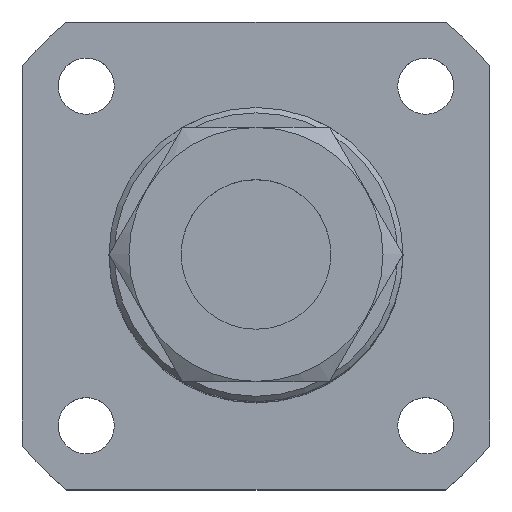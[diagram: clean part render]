
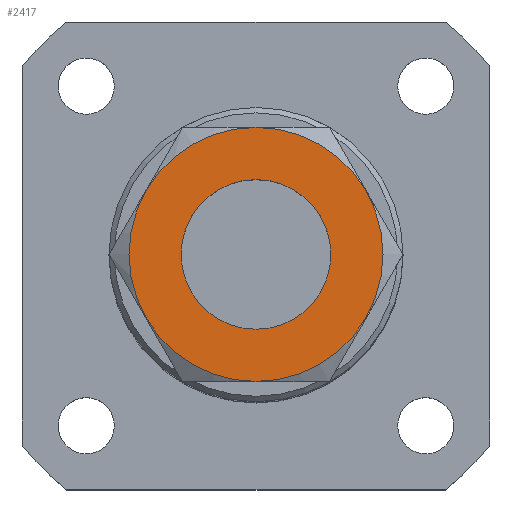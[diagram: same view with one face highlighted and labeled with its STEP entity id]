
A CAD part, top view. The second image highlights one B-rep face of the part: STEP entity #2417.
In plain terms, the highlighted planar face has unit normal (0, 0, 1).
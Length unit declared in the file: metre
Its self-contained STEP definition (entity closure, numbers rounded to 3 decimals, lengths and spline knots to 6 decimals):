
#105 = DIRECTION ( 'NONE',  ( 0., 0., -1. ) ) ;
#270 = CARTESIAN_POINT ( 'NONE',  ( 0., -0.00475, 0.03285 ) ) ;
#291 = PLANE ( 'NONE',  #1545 ) ;
#463 = VERTEX_POINT ( 'NONE', #270 ) ;
#581 = EDGE_CURVE ( 'NONE', #463, #1761, #836, .T. ) ;
#674 = AXIS2_PLACEMENT_3D ( 'NONE', #2297, #808, #2555 ) ;
#683 = EDGE_CURVE ( 'NONE', #1854, #928, #2585, .T. ) ;
#808 = DIRECTION ( 'NONE',  ( 0., 0., -1. ) ) ;
#836 = CIRCLE ( 'NONE', #674, 0.00475 ) ;
#837 = AXIS2_PLACEMENT_3D ( 'NONE', #2991, #1475, #3238 ) ;
#869 = EDGE_LOOP ( 'NONE', ( #3016, #1688 ) ) ;
#882 = ORIENTED_EDGE ( 'NONE', *, *, #1866, .T. ) ;
#886 = CARTESIAN_POINT ( 'NONE',  ( 0., 0., 0.03285 ) ) ;
#902 = FACE_BOUND ( 'NONE', #2764, .T. ) ;
#928 = VERTEX_POINT ( 'NONE', #1767 ) ;
#1127 = DIRECTION ( 'NONE',  ( 0., -1., 0. ) ) ;
#1279 = DIRECTION ( 'NONE',  ( 0., -1., 0. ) ) ;
#1355 = CIRCLE ( 'NONE', #837, 0.0028 ) ;
#1471 = AXIS2_PLACEMENT_3D ( 'NONE', #1601, #105, #1843 ) ;
#1475 = DIRECTION ( 'NONE',  ( 0., 0., -1. ) ) ;
#1545 = AXIS2_PLACEMENT_3D ( 'NONE', #2272, #2785, #1279 ) ;
#1576 = FACE_OUTER_BOUND ( 'NONE', #869, .T. ) ;
#1601 = CARTESIAN_POINT ( 'NONE',  ( 0., 0., 0.03285 ) ) ;
#1618 = ORIENTED_EDGE ( 'NONE', *, *, #683, .T. ) ;
#1688 = ORIENTED_EDGE ( 'NONE', *, *, #2731, .F. ) ;
#1761 = VERTEX_POINT ( 'NONE', #2694 ) ;
#1767 = CARTESIAN_POINT ( 'NONE',  ( 0., -0.0028, 0.03285 ) ) ;
#1843 = DIRECTION ( 'NONE',  ( 0., -1., 0. ) ) ;
#1854 = VERTEX_POINT ( 'NONE', #2979 ) ;
#1866 = EDGE_CURVE ( 'NONE', #928, #1854, #1355, .T. ) ;
#2263 = CIRCLE ( 'NONE', #1471, 0.00475 ) ;
#2272 = CARTESIAN_POINT ( 'NONE',  ( -0.0028, 0., 0.03285 ) ) ;
#2297 = CARTESIAN_POINT ( 'NONE',  ( 0., 0., 0.03285 ) ) ;
#2417 = ADVANCED_FACE ( 'NONE', ( #1576, #902 ), #291, .F. ) ;
#2555 = DIRECTION ( 'NONE',  ( 0., -1., 0. ) ) ;
#2585 = CIRCLE ( 'NONE', #2864, 0.0028 ) ;
#2630 = DIRECTION ( 'NONE',  ( 0., 0., -1. ) ) ;
#2694 = CARTESIAN_POINT ( 'NONE',  ( 0., 0.00475, 0.03285 ) ) ;
#2731 = EDGE_CURVE ( 'NONE', #1761, #463, #2263, .T. ) ;
#2764 = EDGE_LOOP ( 'NONE', ( #882, #1618 ) ) ;
#2785 = DIRECTION ( 'NONE',  ( 0., 0., -1. ) ) ;
#2864 = AXIS2_PLACEMENT_3D ( 'NONE', #886, #2630, #1127 ) ;
#2979 = CARTESIAN_POINT ( 'NONE',  ( 0., 0.0028, 0.03285 ) ) ;
#2991 = CARTESIAN_POINT ( 'NONE',  ( 0., 0., 0.03285 ) ) ;
#3016 = ORIENTED_EDGE ( 'NONE', *, *, #581, .F. ) ;
#3238 = DIRECTION ( 'NONE',  ( 0., -1., 0. ) ) ;
